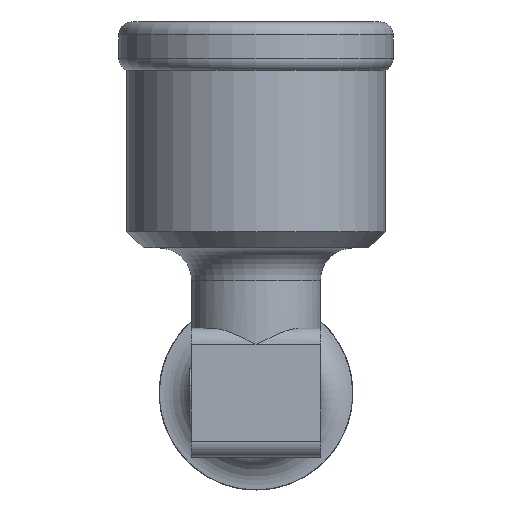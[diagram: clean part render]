
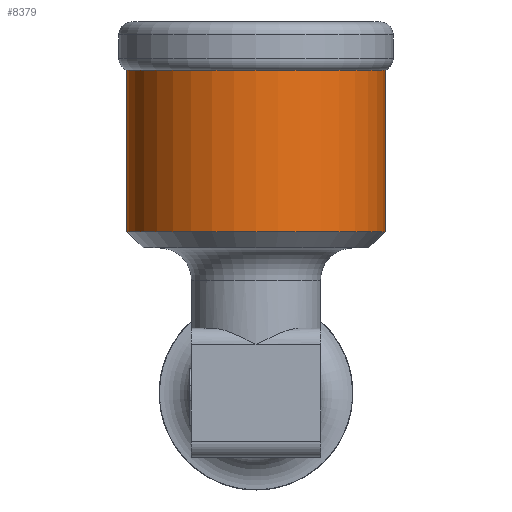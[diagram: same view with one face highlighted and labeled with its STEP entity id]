
A CAD part, front view. The second image highlights one B-rep face of the part: STEP entity #8379.
In plain terms, the highlighted cylindrical face has radius 8 mm (diameter 16 mm), a partial arc.
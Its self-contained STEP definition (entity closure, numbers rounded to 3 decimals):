
#199 = CARTESIAN_POINT ( 'NONE',  ( -8., 0., -13. ) ) ;
#503 = CARTESIAN_POINT ( 'NONE',  ( 0., 0., -13. ) ) ;
#774 = ORIENTED_EDGE ( 'NONE', *, *, #7535, .F. ) ;
#1200 = LINE ( 'NONE', #6052, #9674 ) ;
#1594 = EDGE_LOOP ( 'NONE', ( #774, #10557, #10507, #6929 ) ) ;
#1707 = EDGE_CURVE ( 'NONE', #5748, #5880, #1200, .T. ) ;
#2001 = DIRECTION ( 'NONE',  ( 0., 0., -1. ) ) ;
#2697 = CIRCLE ( 'NONE', #8440, 8. ) ;
#2844 = DIRECTION ( 'NONE',  ( -1., 0., 0. ) ) ;
#3153 = FACE_OUTER_BOUND ( 'NONE', #1594, .T. ) ;
#3238 = VECTOR ( 'NONE', #2001, 1000. ) ;
#3834 = CARTESIAN_POINT ( 'NONE',  ( 0., 0., -3. ) ) ;
#4049 = DIRECTION ( 'NONE',  ( 0., 0., -1. ) ) ;
#4134 = EDGE_CURVE ( 'NONE', #5880, #10266, #2697, .T. ) ;
#4867 = CIRCLE ( 'NONE', #5390, 8. ) ;
#5306 = EDGE_CURVE ( 'NONE', #7192, #5748, #4867, .T. ) ;
#5390 = AXIS2_PLACEMENT_3D ( 'NONE', #3834, #4049, #9023 ) ;
#5748 = VERTEX_POINT ( 'NONE', #6879 ) ;
#5880 = VERTEX_POINT ( 'NONE', #199 ) ;
#6052 = CARTESIAN_POINT ( 'NONE',  ( -8., 0., -12. ) ) ;
#6152 = LINE ( 'NONE', #9483, #3238 ) ;
#6813 = DIRECTION ( 'NONE',  ( 0., 0., -1. ) ) ;
#6879 = CARTESIAN_POINT ( 'NONE',  ( -8., 0., -3. ) ) ;
#6929 = ORIENTED_EDGE ( 'NONE', *, *, #4134, .T. ) ;
#7192 = VERTEX_POINT ( 'NONE', #7994 ) ;
#7292 = CYLINDRICAL_SURFACE ( 'NONE', #7569, 8. ) ;
#7535 = EDGE_CURVE ( 'NONE', #7192, #10266, #6152, .T. ) ;
#7569 = AXIS2_PLACEMENT_3D ( 'NONE', #10512, #9497, #2844 ) ;
#7994 = CARTESIAN_POINT ( 'NONE',  ( 8., 0., -3. ) ) ;
#8379 = ADVANCED_FACE ( 'NONE', ( #3153 ), #7292, .T. ) ;
#8440 = AXIS2_PLACEMENT_3D ( 'NONE', #503, #9601, #10363 ) ;
#8610 = CARTESIAN_POINT ( 'NONE',  ( 8., 0., -13. ) ) ;
#9023 = DIRECTION ( 'NONE',  ( 1., 0., 0. ) ) ;
#9483 = CARTESIAN_POINT ( 'NONE',  ( 8., 0., -12. ) ) ;
#9497 = DIRECTION ( 'NONE',  ( 0., 0., -1. ) ) ;
#9601 = DIRECTION ( 'NONE',  ( 0., 0., 1. ) ) ;
#9674 = VECTOR ( 'NONE', #6813, 1000. ) ;
#10266 = VERTEX_POINT ( 'NONE', #8610 ) ;
#10363 = DIRECTION ( 'NONE',  ( 1., 0., 0. ) ) ;
#10507 = ORIENTED_EDGE ( 'NONE', *, *, #1707, .T. ) ;
#10512 = CARTESIAN_POINT ( 'NONE',  ( 0., 0., -12. ) ) ;
#10557 = ORIENTED_EDGE ( 'NONE', *, *, #5306, .T. ) ;
